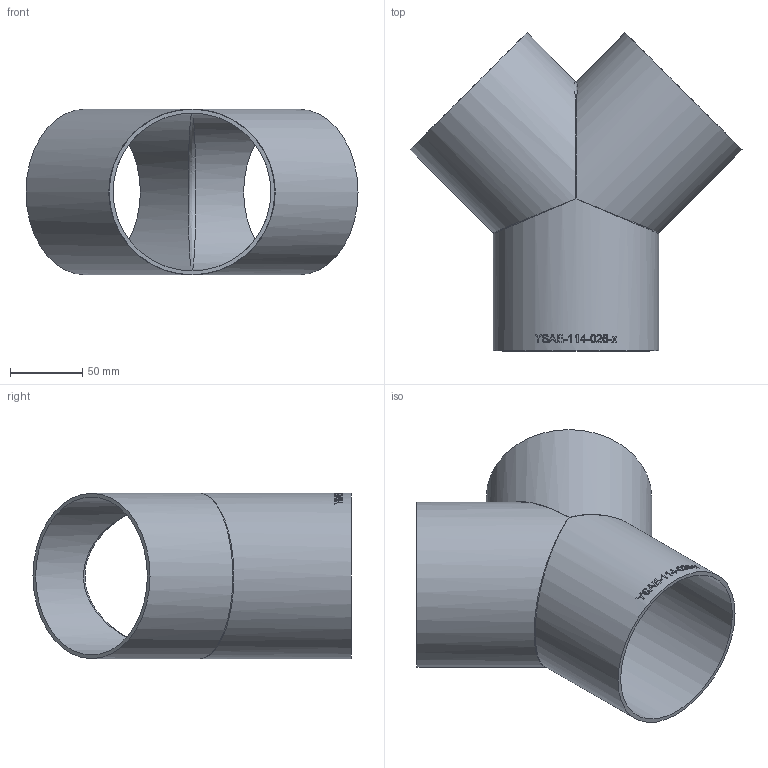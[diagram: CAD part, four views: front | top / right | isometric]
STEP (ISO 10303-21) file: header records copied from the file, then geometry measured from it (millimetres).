
FILE_DESCRIPTION (( 'STEP AP214' ), '1' );
FILE_NAME ('YSAE-114-026-x Y-Stück 2005.STEP', '2020-05-27T09:56:58', ( '' ), ( '' ), 'SwSTEP 2.0', 'SolidWorks 2019', '' );
FILE_SCHEMA (( 'AUTOMOTIVE_DESIGN' ));
Length unit declared in the file: millimetre
Products named in the file (1): YSAE-114-026-x Y-Stück 2005
Bounding box: 229.31 x 219.66 x 114.3 mm (x, y, z)
Volume: 227754.1 mm3; surface area: 178001.3 mm2
Topology: 1 solids, 1 shells, 179 faces, 481 edges, 308 vertices
Faces by surface type: bspline 87, plane 68, cylinder 24
Full cylindrical faces by diameter (mm): 109.1 x3, 114.3 x3
Entity records: 19994 total; most frequent: CARTESIAN_POINT 14597, ORIENTED_EDGE 912, EDGE_CURVE 456, DIRECTION 448, VERTEX_POINT 302, B_SPLINE_CURVE_WITH_KNOTS 264, EDGE_LOOP 206, FACE_OUTER_BOUND 185
